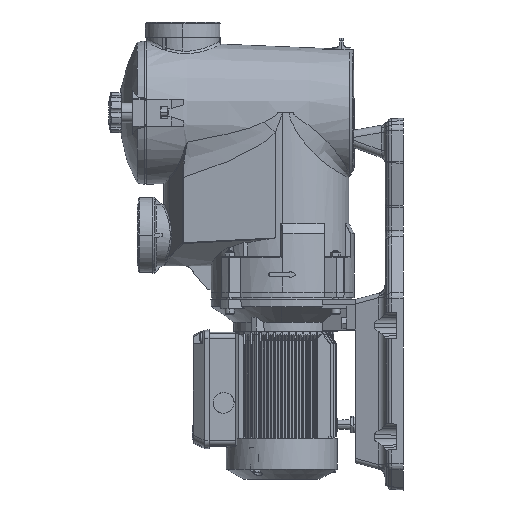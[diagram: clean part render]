
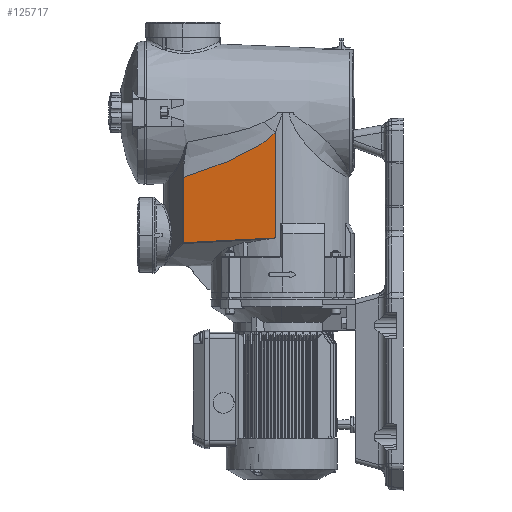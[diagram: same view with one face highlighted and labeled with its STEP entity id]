
A CAD part, left-side view. The second image highlights one B-rep face of the part: STEP entity #125717.
In plain terms, the highlighted planar face has unit normal (-0.994, 0.112, 0).
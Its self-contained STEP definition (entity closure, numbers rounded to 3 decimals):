
#3922 = CARTESIAN_POINT ( 'NONE',  ( -61.294, 108.336, 126.956 ) ) ;
#12001 = CARTESIAN_POINT ( 'NONE',  ( -71.713, 15.547, 169.434 ) ) ;
#13906 = CARTESIAN_POINT ( 'NONE',  ( -72.344, 9.932, 174.522 ) ) ;
#14438 = ORIENTED_EDGE ( 'NONE', *, *, #150336, .F. ) ;
#14857 = VERTEX_POINT ( 'NONE', #16381 ) ;
#16381 = CARTESIAN_POINT ( 'NONE',  ( -72.544, 8.146, 176.38 ) ) ;
#17415 = CARTESIAN_POINT ( 'NONE',  ( -70.369, 27.52, 160.904 ) ) ;
#19418 = CARTESIAN_POINT ( 'NONE',  ( -72.544, 8.146, 59.953 ) ) ;
#28301 = CARTESIAN_POINT ( 'NONE',  ( -67.533, 52.771, 147.621 ) ) ;
#31826 = CARTESIAN_POINT ( 'NONE',  ( -61.418, 107.239, 127.302 ) ) ;
#32508 = CARTESIAN_POINT ( 'NONE',  ( -61.17, 109.442, 54.649 ) ) ;
#33704 = CARTESIAN_POINT ( 'NONE',  ( -61.17, 109.442, 126.61 ) ) ;
#36901 = ORIENTED_EDGE ( 'NONE', *, *, #84222, .F. ) ;
#38413 = VERTEX_POINT ( 'NONE', #19418 ) ;
#41767 = CARTESIAN_POINT ( 'NONE',  ( -62.159, 100.639, 129.417 ) ) ;
#42728 = CARTESIAN_POINT ( 'NONE',  ( -72.544, 8.146, 176.38 ) ) ;
#47207 = PLANE ( 'NONE',  #59731 ) ;
#49796 = DIRECTION ( 'NONE',  ( 0.111, 0.992, -0.052 ) ) ;
#51685 = LINE ( 'NONE', #166118, #166681 ) ;
#52120 = VERTEX_POINT ( 'NONE', #146816 ) ;
#59731 = AXIS2_PLACEMENT_3D ( 'NONE', #189591, #159788, #116518 ) ;
#61617 = CARTESIAN_POINT ( 'NONE',  ( -63.145, 91.857, 132.34 ) ) ;
#66320 = DIRECTION ( 'NONE',  ( 0., 0., 1. ) ) ;
#75126 = CARTESIAN_POINT ( 'NONE',  ( -69.438, 35.807, 156.05 ) ) ;
#75840 = VERTEX_POINT ( 'NONE', #32508 ) ;
#81504 = ORIENTED_EDGE ( 'NONE', *, *, #153823, .F. ) ;
#84222 = EDGE_CURVE ( 'NONE', #38413, #75840, #155510, .T. ) ;
#86944 = CARTESIAN_POINT ( 'NONE',  ( -70.827, 23.435, 163.516 ) ) ;
#92325 = CARTESIAN_POINT ( 'NONE',  ( -64.618, 78.735, 137.012 ) ) ;
#100397 = CARTESIAN_POINT ( 'NONE',  ( -68.014, 48.494, 149.598 ) ) ;
#101345 = CARTESIAN_POINT ( 'NONE',  ( -66.082, 65.697, 142.072 ) ) ;
#105823 = CARTESIAN_POINT ( 'NONE',  ( -61.788, 103.943, 128.351 ) ) ;
#109301 = ORIENTED_EDGE ( 'NONE', *, *, #153110, .F. ) ;
#109383 = CARTESIAN_POINT ( 'NONE',  ( -72.544, 8.146, 59.953 ) ) ;
#115782 = CARTESIAN_POINT ( 'NONE',  ( -62.405, 98.442, 130.138 ) ) ;
#116518 = DIRECTION ( 'NONE',  ( -0.112, -0.994, 0. ) ) ;
#120264 = CARTESIAN_POINT ( 'NONE',  ( -65.107, 74.378, 138.649 ) ) ;
#120281 = FACE_OUTER_BOUND ( 'NONE', #175571, .T. ) ;
#125717 = ADVANCED_FACE ( 'NONE', ( #120281 ), #47207, .F. ) ;
#133722 = CARTESIAN_POINT ( 'NONE',  ( -72.445, 9.03, 175.438 ) ) ;
#138000 = VECTOR ( 'NONE', #49796, 1000. ) ;
#142247 = LINE ( 'NONE', #186468, #150904 ) ;
#145594 = CARTESIAN_POINT ( 'NONE',  ( -72.138, 11.765, 172.752 ) ) ;
#146816 = CARTESIAN_POINT ( 'NONE',  ( -61.17, 109.442, 126.61 ) ) ;
#150053 = CARTESIAN_POINT ( 'NONE',  ( -63.637, 87.475, 133.858 ) ) ;
#150336 = EDGE_CURVE ( 'NONE', #75840, #52120, #142247, .T. ) ;
#150904 = VECTOR ( 'NONE', #66320, 1000. ) ;
#153110 = EDGE_CURVE ( 'NONE', #14857, #38413, #51685, .T. ) ;
#153620 = DIRECTION ( 'NONE',  ( 0., 0., -1. ) ) ;
#153823 = EDGE_CURVE ( 'NONE', #52120, #14857, #154687, .T. ) ;
#154687 = B_SPLINE_CURVE_WITH_KNOTS ( 'NONE', 3,
 ( #33704, #3922, #31826, #173489, #105823, #41767, #115782, #61617, #150053, #92325, #120264, #101345, #174439, #28301, #100397, #160010, #75126, #17415, #86944, #163547, #12001, #164465, #145594, #187936, #13906, #133722, #159063, #42728 ),
 .UNSPECIFIED., .F., .F.,
 ( 4, 2, 2, 2, 2, 2, 2, 2, 2, 2, 2, 2, 2, 4 ),
 ( 0., 0.031, 0.062, 0.125, 0.25, 0.375, 0.5, 0.625, 0.75, 0.875, 0.938, 0.969, 0.984, 1. ),
 .UNSPECIFIED. ) ;
#155510 = LINE ( 'NONE', #109383, #138000 ) ;
#159063 = CARTESIAN_POINT ( 'NONE',  ( -72.495, 8.584, 175.906 ) ) ;
#159788 = DIRECTION ( 'NONE',  ( 0.994, -0.112, 0. ) ) ;
#160010 = CARTESIAN_POINT ( 'NONE',  ( -68.966, 40.013, 153.814 ) ) ;
#163547 = CARTESIAN_POINT ( 'NONE',  ( -71.494, 17.495, 167.896 ) ) ;
#164465 = CARTESIAN_POINT ( 'NONE',  ( -72.033, 12.701, 171.902 ) ) ;
#166118 = CARTESIAN_POINT ( 'NONE',  ( -72.544, 8.146, 297. ) ) ;
#166681 = VECTOR ( 'NONE', #153620, 1000. ) ;
#173489 = CARTESIAN_POINT ( 'NONE',  ( -61.664, 105.044, 127.999 ) ) ;
#174439 = CARTESIAN_POINT ( 'NONE',  ( -66.568, 61.372, 143.857 ) ) ;
#175571 = EDGE_LOOP ( 'NONE', ( #14438, #36901, #109301, #81504 ) ) ;
#186468 = CARTESIAN_POINT ( 'NONE',  ( -61.17, 109.442, 198. ) ) ;
#187936 = CARTESIAN_POINT ( 'NONE',  ( -72.293, 10.386, 174.074 ) ) ;
#189591 = CARTESIAN_POINT ( 'NONE',  ( -61.108, 110., 198. ) ) ;
